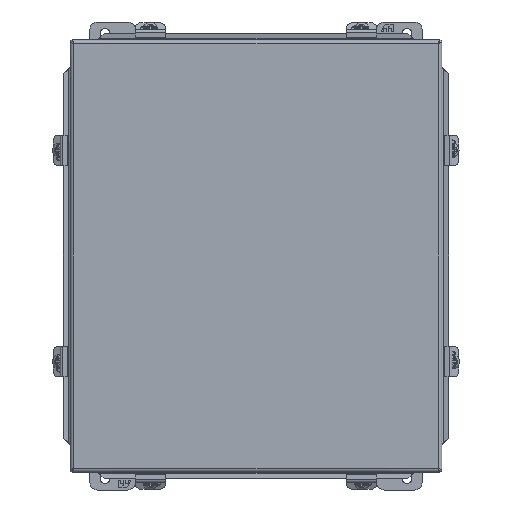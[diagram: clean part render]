
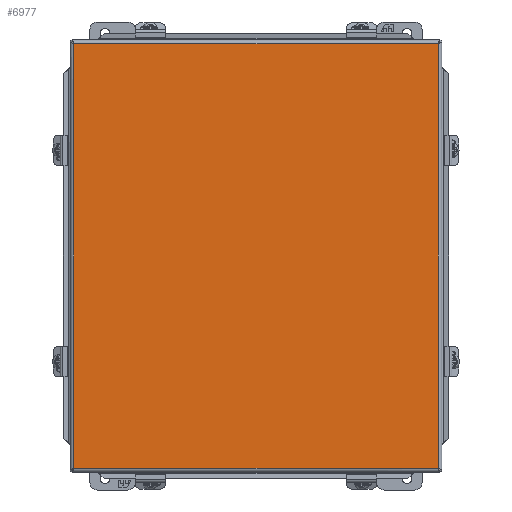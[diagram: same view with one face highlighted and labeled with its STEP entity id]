
A CAD part, front view. The second image highlights one B-rep face of the part: STEP entity #6977.
In plain terms, the highlighted planar face has unit normal (0, -1, 0).
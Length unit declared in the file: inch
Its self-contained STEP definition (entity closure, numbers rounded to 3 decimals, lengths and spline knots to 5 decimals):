
#5547 = CARTESIAN_POINT ( 'NONE',  ( 6.0378, -8.20591, -7.0378 ) ) ;
#6977 = ADVANCED_FACE ( 'NONE', ( #48302 ), #45283, .T. ) ;
#6979 = CARTESIAN_POINT ( 'NONE',  ( -6.0378, -8.20591, 7.0378 ) ) ;
#7766 = EDGE_CURVE ( 'NONE', #27654, #17490, #12660, .T. ) ;
#9774 = CARTESIAN_POINT ( 'NONE',  ( -6.0378, -8.20591, -7.0378 ) ) ;
#10271 = VERTEX_POINT ( 'NONE', #6979 ) ;
#10813 = CARTESIAN_POINT ( 'NONE',  ( 6.0378, -8.20591, 7.15591 ) ) ;
#11078 = EDGE_CURVE ( 'NONE', #10271, #12157, #43320, .T. ) ;
#12157 = VERTEX_POINT ( 'NONE', #9774 ) ;
#12660 = LINE ( 'NONE', #10813, #25598 ) ;
#13754 = VECTOR ( 'NONE', #27651, 39.37008 ) ;
#14463 = CARTESIAN_POINT ( 'NONE',  ( -6.15591, -8.20591, 7.0378 ) ) ;
#15577 = CARTESIAN_POINT ( 'NONE',  ( 6.0378, -8.20591, 7.0378 ) ) ;
#17412 = VECTOR ( 'NONE', #22440, 39.37008 ) ;
#17490 = VERTEX_POINT ( 'NONE', #15577 ) ;
#18280 = CARTESIAN_POINT ( 'NONE',  ( -6.0378, -8.20591, -7.15591 ) ) ;
#18577 = ORIENTED_EDGE ( 'NONE', *, *, #7766, .T. ) ;
#20209 = CARTESIAN_POINT ( 'NONE',  ( 6.15591, -8.20591, -7.0378 ) ) ;
#22440 = DIRECTION ( 'NONE',  ( 0., 0., -1. ) ) ;
#23838 = EDGE_CURVE ( 'NONE', #12157, #27654, #39048, .T. ) ;
#25598 = VECTOR ( 'NONE', #31602, 39.37008 ) ;
#27651 = DIRECTION ( 'NONE',  ( -1., 0., 0. ) ) ;
#27654 = VERTEX_POINT ( 'NONE', #5547 ) ;
#29040 = EDGE_LOOP ( 'NONE', ( #36511, #46110, #18577, #38624 ) ) ;
#31051 = EDGE_CURVE ( 'NONE', #17490, #10271, #32541, .T. ) ;
#31602 = DIRECTION ( 'NONE',  ( 0., 0., 1. ) ) ;
#32541 = LINE ( 'NONE', #14463, #13754 ) ;
#32548 = VECTOR ( 'NONE', #40339, 39.37008 ) ;
#32945 = CARTESIAN_POINT ( 'NONE',  ( 0., -8.20591, 0. ) ) ;
#33480 = DIRECTION ( 'NONE',  ( 0., 0., -1. ) ) ;
#36511 = ORIENTED_EDGE ( 'NONE', *, *, #11078, .T. ) ;
#38624 = ORIENTED_EDGE ( 'NONE', *, *, #31051, .T. ) ;
#39048 = LINE ( 'NONE', #20209, #32548 ) ;
#40339 = DIRECTION ( 'NONE',  ( 1., 0., 0. ) ) ;
#43320 = LINE ( 'NONE', #18280, #17412 ) ;
#45283 = PLANE ( 'NONE',  #47444 ) ;
#45458 = DIRECTION ( 'NONE',  ( 0., -1., 0. ) ) ;
#46110 = ORIENTED_EDGE ( 'NONE', *, *, #23838, .T. ) ;
#47444 = AXIS2_PLACEMENT_3D ( 'NONE', #32945, #45458, #33480 ) ;
#48302 = FACE_OUTER_BOUND ( 'NONE', #29040, .T. ) ;
